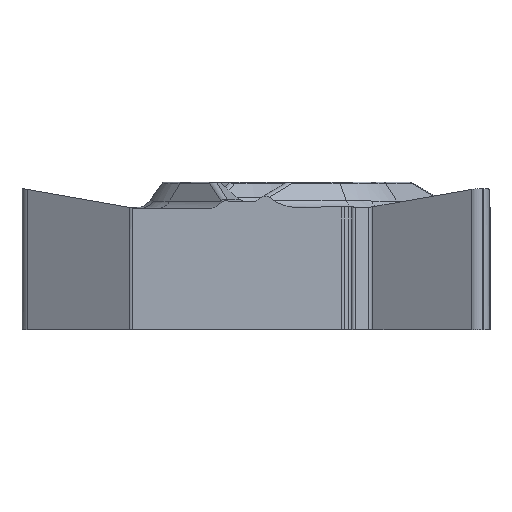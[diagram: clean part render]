
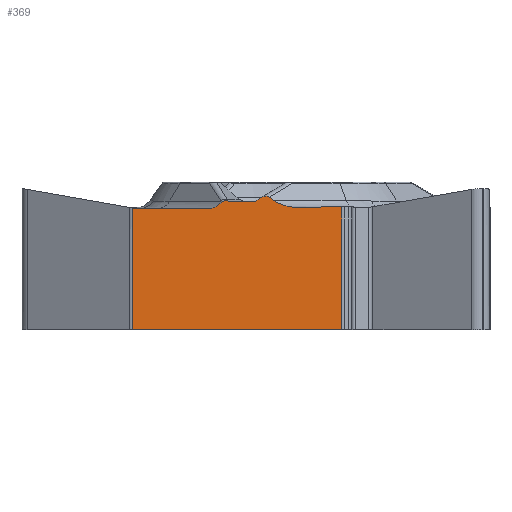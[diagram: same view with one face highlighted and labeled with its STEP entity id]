
A CAD part, left-side view. The second image highlights one B-rep face of the part: STEP entity #369.
In plain terms, the highlighted planar face has unit normal (-1, 0, 0).
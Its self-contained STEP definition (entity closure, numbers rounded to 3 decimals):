
#152=FACE_OUTER_BOUND('',#591,.T.);
#311=ELLIPSE('',#2832,1.5,0.75);
#312=ELLIPSE('',#2833,0.304,0.205);
#313=ELLIPSE('',#2834,0.309,0.3);
#314=ELLIPSE('',#2835,0.309,0.3);
#315=ELLIPSE('',#2836,0.884,0.75);
#369=ADVANCED_FACE('',(#152),#533,.F.);
#533=PLANE('',#2838);
#591=EDGE_LOOP('',(#925,#926,#927,#928,#929,#930,#931,#932,#933,#934,#935,
#936,#937,#938,#939,#940,#941));
#780=CIRCLE('',#2837,0.75);
#925=ORIENTED_EDGE('',*,*,#1973,.F.);
#926=ORIENTED_EDGE('',*,*,#2002,.T.);
#927=ORIENTED_EDGE('',*,*,#2003,.T.);
#928=ORIENTED_EDGE('',*,*,#2004,.T.);
#929=ORIENTED_EDGE('',*,*,#2005,.T.);
#930=ORIENTED_EDGE('',*,*,#2006,.F.);
#931=ORIENTED_EDGE('',*,*,#2007,.F.);
#932=ORIENTED_EDGE('',*,*,#2008,.T.);
#933=ORIENTED_EDGE('',*,*,#2009,.T.);
#934=ORIENTED_EDGE('',*,*,#2010,.T.);
#935=ORIENTED_EDGE('',*,*,#2011,.T.);
#936=ORIENTED_EDGE('',*,*,#2012,.F.);
#937=ORIENTED_EDGE('',*,*,#2013,.T.);
#938=ORIENTED_EDGE('',*,*,#2014,.T.);
#939=ORIENTED_EDGE('',*,*,#2015,.T.);
#940=ORIENTED_EDGE('',*,*,#2016,.T.);
#941=ORIENTED_EDGE('',*,*,#2017,.T.);
#1720=VERTEX_POINT('',#4360);
#1721=VERTEX_POINT('',#4362);
#1749=VERTEX_POINT('',#4420);
#1750=VERTEX_POINT('',#4422);
#1751=VERTEX_POINT('',#4424);
#1752=VERTEX_POINT('',#4426);
#1753=VERTEX_POINT('',#4428);
#1754=VERTEX_POINT('',#4430);
#1755=VERTEX_POINT('',#4432);
#1756=VERTEX_POINT('',#4434);
#1757=VERTEX_POINT('',#4436);
#1758=VERTEX_POINT('',#4438);
#1759=VERTEX_POINT('',#4452);
#1760=VERTEX_POINT('',#4454);
#1761=VERTEX_POINT('',#4456);
#1762=VERTEX_POINT('',#4458);
#1763=VERTEX_POINT('',#4460);
#1973=EDGE_CURVE('',#1720,#1721,#2378,.T.);
#2002=EDGE_CURVE('',#1720,#1749,#2392,.T.);
#2003=EDGE_CURVE('',#1749,#1750,#2393,.T.);
#2004=EDGE_CURVE('',#1750,#1751,#2394,.T.);
#2005=EDGE_CURVE('',#1751,#1752,#311,.T.);
#2006=EDGE_CURVE('',#1753,#1752,#2395,.T.);
#2007=EDGE_CURVE('',#1754,#1753,#312,.T.);
#2008=EDGE_CURVE('',#1754,#1755,#2396,.T.);
#2009=EDGE_CURVE('',#1755,#1756,#313,.T.);
#2010=EDGE_CURVE('',#1756,#1757,#2397,.T.);
#2011=EDGE_CURVE('',#1757,#1758,#314,.T.);
#2012=EDGE_CURVE('',#1759,#1758,#2733,.T.);
#2013=EDGE_CURVE('',#1759,#1760,#315,.T.);
#2014=EDGE_CURVE('',#1760,#1761,#2398,.T.);
#2015=EDGE_CURVE('',#1761,#1762,#780,.T.);
#2016=EDGE_CURVE('',#1762,#1763,#2399,.T.);
#2017=EDGE_CURVE('',#1763,#1721,#2400,.T.);
#2378=LINE('',#4361,#2555);
#2392=LINE('',#4419,#2569);
#2393=LINE('',#4421,#2570);
#2394=LINE('',#4423,#2571);
#2395=LINE('',#4427,#2572);
#2396=LINE('',#4431,#2573);
#2397=LINE('',#4435,#2574);
#2398=LINE('',#4455,#2575);
#2399=LINE('',#4459,#2576);
#2400=LINE('',#4461,#2577);
#2555=VECTOR('',#3142,1.);
#2569=VECTOR('',#3188,1.);
#2570=VECTOR('',#3189,1.);
#2571=VECTOR('',#3190,1.);
#2572=VECTOR('',#3193,1.);
#2573=VECTOR('',#3196,1.);
#2574=VECTOR('',#3199,1.);
#2575=VECTOR('',#3204,1.);
#2576=VECTOR('',#3207,1.);
#2577=VECTOR('',#3208,1.);
#2733=B_SPLINE_CURVE_WITH_KNOTS('',3,(#4439,#4440,#4441,#4442,#4443,#4444,
#4445,#4446,#4447,#4448,#4449,#4450,#4451),.UNSPECIFIED.,.F.,.F.,(4,3,3,
3,4),(0.,0.251,0.501,0.761,1.),
 .UNSPECIFIED.);
#2832=AXIS2_PLACEMENT_3D('',#4425,#3191,#3192);
#2833=AXIS2_PLACEMENT_3D('',#4429,#3194,#3195);
#2834=AXIS2_PLACEMENT_3D('',#4433,#3197,#3198);
#2835=AXIS2_PLACEMENT_3D('',#4437,#3200,#3201);
#2836=AXIS2_PLACEMENT_3D('',#4453,#3202,#3203);
#2837=AXIS2_PLACEMENT_3D('',#4457,#3205,#3206);
#2838=AXIS2_PLACEMENT_3D('',#4462,#3209,#3210);
#3142=DIRECTION('',(0.,1.,0.));
#3188=DIRECTION('',(0.,0.,1.));
#3189=DIRECTION('',(0.,1.,0.));
#3190=DIRECTION('',(0.,0.996,-0.088));
#3191=DIRECTION('',(1.,0.,0.));
#3192=DIRECTION('',(0.,1.,0.));
#3193=DIRECTION('',(0.,-0.814,-0.581));
#3194=DIRECTION('',(1.,0.,0.));
#3195=DIRECTION('',(0.,-0.858,0.514));
#3196=DIRECTION('',(0.,0.775,-0.631));
#3197=DIRECTION('',(1.,0.,0.));
#3198=DIRECTION('',(0.,-1.,0.));
#3199=DIRECTION('',(0.,1.,0.));
#3200=DIRECTION('',(1.,0.,0.));
#3201=DIRECTION('',(0.,-1.,0.));
#3202=DIRECTION('',(1.,0.,0.));
#3203=DIRECTION('',(0.,-1.,0.));
#3204=DIRECTION('',(0.,1.,0.));
#3205=DIRECTION('',(1.,0.,0.));
#3206=DIRECTION('',(0.,1.,0.));
#3207=DIRECTION('',(0.,0.985,0.174));
#3208=DIRECTION('',(0.,0.,-1.));
#3209=DIRECTION('',(1.,0.,0.));
#3210=DIRECTION('',(0.,1.,0.));
#4360=CARTESIAN_POINT('',(-6.35,-2.5,-5.56));
#4361=CARTESIAN_POINT('',(-6.35,8.7,-5.56));
#4362=CARTESIAN_POINT('',(-6.35,6.068,-5.56));
#4419=CARTESIAN_POINT('',(-6.35,-2.5,-0.525));
#4420=CARTESIAN_POINT('',(-6.35,-2.5,-0.525));
#4421=CARTESIAN_POINT('',(-6.35,0.,-0.525));
#4422=CARTESIAN_POINT('',(-6.35,-1.651,-0.525));
#4423=CARTESIAN_POINT('',(-6.35,-2.246,-0.472));
#4424=CARTESIAN_POINT('',(-6.35,-1.196,-0.565));
#4425=CARTESIAN_POINT('',(-6.35,-0.935,0.174));
#4426=CARTESIAN_POINT('',(-6.35,0.293,-0.256));
#4427=CARTESIAN_POINT('',(-6.35,17.805,12.249));
#4428=CARTESIAN_POINT('',(-6.35,0.483,-0.121));
#4429=CARTESIAN_POINT('',(-6.35,0.704,-0.32));
#4430=CARTESIAN_POINT('',(-6.35,0.862,-0.181));
#4431=CARTESIAN_POINT('',(-6.35,-6.754,6.019));
#4432=CARTESIAN_POINT('',(-6.35,0.934,-0.24));
#4433=CARTESIAN_POINT('',(-6.35,1.132,-0.01));
#4434=CARTESIAN_POINT('',(-6.35,1.132,-0.31));
#4435=CARTESIAN_POINT('',(-6.35,8.7,-0.31));
#4436=CARTESIAN_POINT('',(-6.35,2.034,-0.31));
#4437=CARTESIAN_POINT('',(-6.35,2.034,-0.01));
#4438=CARTESIAN_POINT('',(-6.35,2.162,-0.283));
#4439=CARTESIAN_POINT('',(-6.35,2.401,-0.323));
#4440=CARTESIAN_POINT('',(-6.35,2.386,-0.307));
#4441=CARTESIAN_POINT('',(-6.35,2.369,-0.294));
#4442=CARTESIAN_POINT('',(-6.35,2.349,-0.285));
#4443=CARTESIAN_POINT('',(-6.35,2.33,-0.275));
#4444=CARTESIAN_POINT('',(-6.35,2.309,-0.268));
#4445=CARTESIAN_POINT('',(-6.35,2.288,-0.265));
#4446=CARTESIAN_POINT('',(-6.35,2.266,-0.262));
#4447=CARTESIAN_POINT('',(-6.35,2.243,-0.262));
#4448=CARTESIAN_POINT('',(-6.35,2.221,-0.266));
#4449=CARTESIAN_POINT('',(-6.35,2.2,-0.269));
#4450=CARTESIAN_POINT('',(-6.35,2.18,-0.275));
#4451=CARTESIAN_POINT('',(-6.35,2.162,-0.283));
#4452=CARTESIAN_POINT('',(-6.35,2.401,-0.323));
#4453=CARTESIAN_POINT('',(-6.35,3.09,0.147));
#4454=CARTESIAN_POINT('',(-6.35,3.09,-0.603));
#4455=CARTESIAN_POINT('',(-6.35,8.7,-0.603));
#4456=CARTESIAN_POINT('',(-6.35,5.814,-0.603));
#4457=CARTESIAN_POINT('',(-6.35,5.814,0.147));
#4458=CARTESIAN_POINT('',(-6.35,5.944,-0.592));
#4459=CARTESIAN_POINT('',(-6.35,12.993,0.651));
#4460=CARTESIAN_POINT('',(-6.35,6.068,-0.57));
#4461=CARTESIAN_POINT('',(-6.35,6.068,-5.56));
#4462=CARTESIAN_POINT('',(-6.35,8.7,25.));
